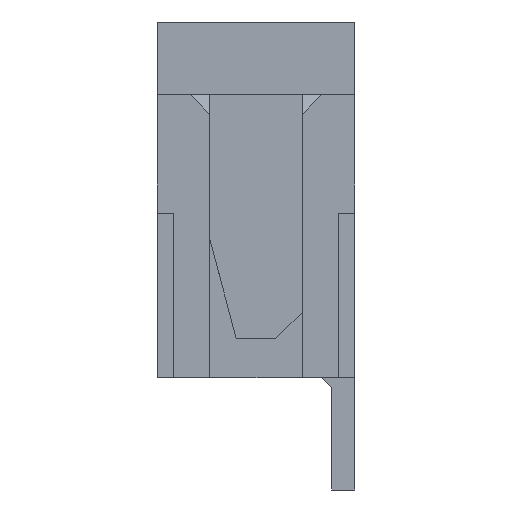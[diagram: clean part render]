
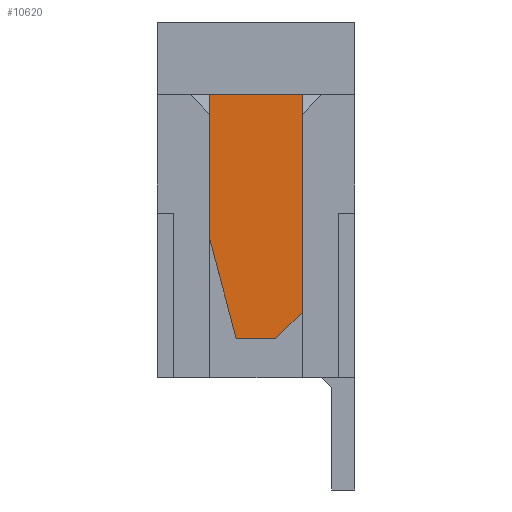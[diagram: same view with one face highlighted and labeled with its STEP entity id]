
A CAD part, left-side view. The second image highlights one B-rep face of the part: STEP entity #10620.
In plain terms, the highlighted planar face has unit normal (-1, 0, 0).
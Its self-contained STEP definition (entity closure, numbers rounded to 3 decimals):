
#3033=ORIENTED_EDGE('',*,*,#4628,.F.);
#3034=ORIENTED_EDGE('',*,*,#4629,.T.);
#3035=ORIENTED_EDGE('',*,*,#4622,.T.);
#3036=ORIENTED_EDGE('',*,*,#4591,.T.);
#3037=ORIENTED_EDGE('',*,*,#4630,.F.);
#3038=ORIENTED_EDGE('',*,*,#4631,.T.);
#4591=EDGE_CURVE('',#5580,#5581,#7033,.T.);
#4622=EDGE_CURVE('',#5602,#5580,#7064,.T.);
#4628=EDGE_CURVE('',#5607,#5608,#7070,.T.);
#4629=EDGE_CURVE('',#5607,#5602,#7071,.T.);
#4630=EDGE_CURVE('',#5609,#5581,#7072,.T.);
#4631=EDGE_CURVE('',#5609,#5608,#7073,.T.);
#5580=VERTEX_POINT('',#16658);
#5581=VERTEX_POINT('',#16659);
#5602=VERTEX_POINT('',#16721);
#5607=VERTEX_POINT('',#16733);
#5608=VERTEX_POINT('',#16734);
#5609=VERTEX_POINT('',#16737);
#7033=LINE('',#16657,#8523);
#7064=LINE('',#16720,#8554);
#7070=LINE('',#16732,#8560);
#7071=LINE('',#16735,#8561);
#7072=LINE('',#16736,#8562);
#7073=LINE('',#16738,#8563);
#8523=VECTOR('',#13665,1000.);
#8554=VECTOR('',#13716,1000.);
#8560=VECTOR('',#13724,1000.);
#8561=VECTOR('',#13725,1000.);
#8562=VECTOR('',#13726,1000.);
#8563=VECTOR('',#13727,1000.);
#9100=EDGE_LOOP('',(#3033,#3034,#3035,#3036,#3037,#3038));
#9612=FACE_BOUND('',#9100,.T.);
#10110=PLANE('',#11223);
#10620=ADVANCED_FACE('',(#9612),#10110,.F.);
#11223=AXIS2_PLACEMENT_3D('',#16731,#13722,#13723);
#13665=DIRECTION('',(0.,1.,0.));
#13716=DIRECTION('',(0.,0.,1.));
#13722=DIRECTION('',(1.,0.,0.));
#13723=DIRECTION('',(0.,0.,-1.));
#13724=DIRECTION('',(0.,1.,0.));
#13725=DIRECTION('',(0.,-0.707,0.707));
#13726=DIRECTION('',(0.,0.,1.));
#13727=DIRECTION('',(0.,-0.258,-0.966));
#16657=CARTESIAN_POINT('',(-10.75,-0.7,-0.55));
#16658=CARTESIAN_POINT('',(-10.75,-0.7,-0.55));
#16659=CARTESIAN_POINT('',(-10.75,0.7,-0.55));
#16720=CARTESIAN_POINT('',(-10.75,-0.7,-4.25));
#16721=CARTESIAN_POINT('',(-10.75,-0.7,-3.85));
#16731=CARTESIAN_POINT('',(-10.75,-0.7,-4.25));
#16732=CARTESIAN_POINT('',(-10.75,-0.7,-4.25));
#16733=CARTESIAN_POINT('',(-10.75,-0.3,-4.25));
#16734=CARTESIAN_POINT('',(-10.75,0.3,-4.25));
#16735=CARTESIAN_POINT('',(-10.75,-0.3,-4.25));
#16736=CARTESIAN_POINT('',(-10.75,0.7,-4.25));
#16737=CARTESIAN_POINT('',(-10.75,0.7,-2.75));
#16738=CARTESIAN_POINT('',(-10.75,0.3,-4.25));
